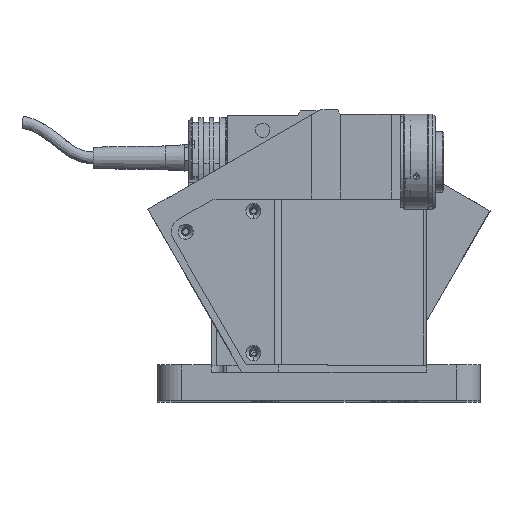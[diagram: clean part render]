
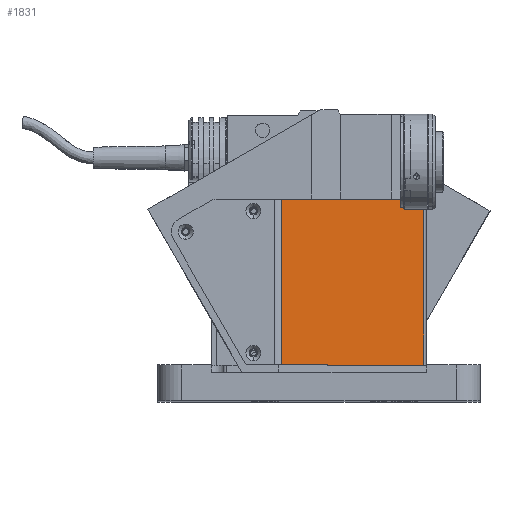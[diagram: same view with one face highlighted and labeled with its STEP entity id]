
A CAD part, top view. The second image highlights one B-rep face of the part: STEP entity #1831.
In plain terms, the highlighted planar face has unit normal (0.707, 0, 0.707).
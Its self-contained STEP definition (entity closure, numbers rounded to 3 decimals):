
#1831 = ADVANCED_FACE ( 'NONE', ( #30492 ), #8502, .F. ) ;
#2346 = EDGE_CURVE ( 'NONE', #16744, #18119, #13911, .T. ) ;
#4078 = VECTOR ( 'NONE', #29045, 1000. ) ;
#4498 = CARTESIAN_POINT ( 'NONE',  ( -15.615, 3., 250.228 ) ) ;
#4593 = EDGE_CURVE ( 'NONE', #25518, #18119, #10480, .T. ) ;
#4947 = CARTESIAN_POINT ( 'NONE',  ( -15.615, -136.829, 250.228 ) ) ;
#5076 = DIRECTION ( 'NONE',  ( 0., -1., 0. ) ) ;
#5140 = EDGE_LOOP ( 'NONE', ( #20276, #28007, #10185, #17002 ) ) ;
#7867 = CARTESIAN_POINT ( 'NONE',  ( 43.828, 72.5, 190.785 ) ) ;
#8107 = DIRECTION ( 'NONE',  ( -0.707, 0., -0.707 ) ) ;
#8121 = CARTESIAN_POINT ( 'NONE',  ( -15.615, 72.5, 250.228 ) ) ;
#8150 = CARTESIAN_POINT ( 'NONE',  ( -16.787, -136.829, 251.4 ) ) ;
#8437 = DIRECTION ( 'NONE',  ( 0., 1., 0. ) ) ;
#8502 = PLANE ( 'NONE',  #15687 ) ;
#10185 = ORIENTED_EDGE ( 'NONE', *, *, #29136, .T. ) ;
#10480 = LINE ( 'NONE', #4947, #21954 ) ;
#13051 = CARTESIAN_POINT ( 'NONE',  ( 43.828, -136.829, 190.785 ) ) ;
#13911 = LINE ( 'NONE', #15995, #24630 ) ;
#14146 = DIRECTION ( 'NONE',  ( 0.707, 0., -0.707 ) ) ;
#15687 = AXIS2_PLACEMENT_3D ( 'NONE', #8150, #8107, #14146 ) ;
#15995 = CARTESIAN_POINT ( 'NONE',  ( -16.787, 3., 251.4 ) ) ;
#16287 = DIRECTION ( 'NONE',  ( -0.707, 0., 0.707 ) ) ;
#16347 = EDGE_CURVE ( 'NONE', #16744, #17883, #18177, .T. ) ;
#16744 = VERTEX_POINT ( 'NONE', #25267 ) ;
#17002 = ORIENTED_EDGE ( 'NONE', *, *, #4593, .T. ) ;
#17449 = VECTOR ( 'NONE', #8437, 1000. ) ;
#17883 = VERTEX_POINT ( 'NONE', #7867 ) ;
#18119 = VERTEX_POINT ( 'NONE', #4498 ) ;
#18177 = LINE ( 'NONE', #13051, #17449 ) ;
#20276 = ORIENTED_EDGE ( 'NONE', *, *, #2346, .F. ) ;
#21954 = VECTOR ( 'NONE', #5076, 1000. ) ;
#24630 = VECTOR ( 'NONE', #16287, 1000. ) ;
#25267 = CARTESIAN_POINT ( 'NONE',  ( 43.828, 3., 190.785 ) ) ;
#25518 = VERTEX_POINT ( 'NONE', #8121 ) ;
#28007 = ORIENTED_EDGE ( 'NONE', *, *, #16347, .T. ) ;
#28547 = LINE ( 'NONE', #29008, #4078 ) ;
#29008 = CARTESIAN_POINT ( 'NONE',  ( -16.787, 72.5, 251.4 ) ) ;
#29045 = DIRECTION ( 'NONE',  ( -0.707, 0., 0.707 ) ) ;
#29136 = EDGE_CURVE ( 'NONE', #17883, #25518, #28547, .T. ) ;
#30492 = FACE_OUTER_BOUND ( 'NONE', #5140, .T. ) ;
